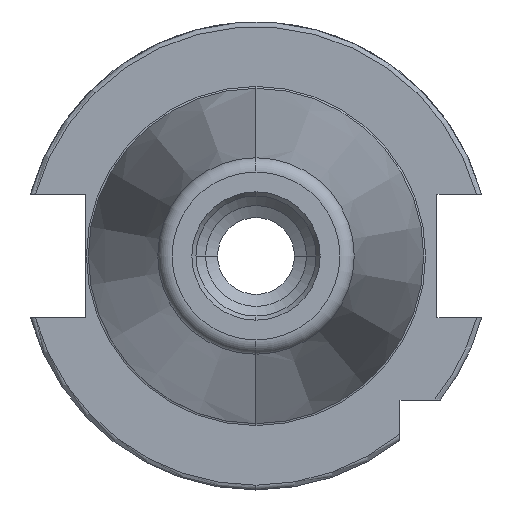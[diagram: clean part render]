
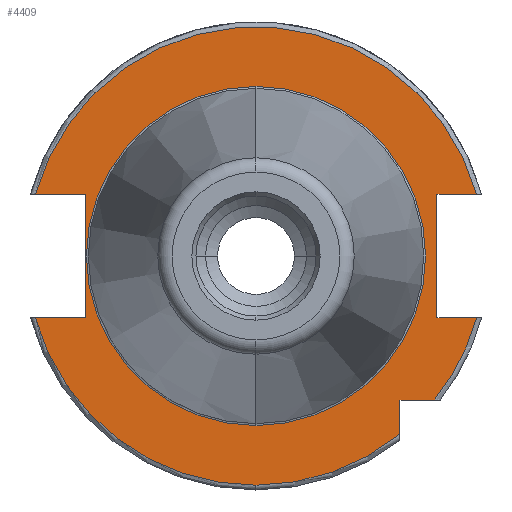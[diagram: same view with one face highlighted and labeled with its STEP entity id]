
A CAD part, left-side view. The second image highlights one B-rep face of the part: STEP entity #4409.
In plain terms, the highlighted planar face has unit normal (-1, 0, 0).
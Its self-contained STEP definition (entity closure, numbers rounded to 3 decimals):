
#476 = EDGE_CURVE ( 'NONE', #485, #4599, #1893, .T. ) ;
#485 = VERTEX_POINT ( 'NONE', #1956 ) ;
#518 = VECTOR ( 'NONE', #531, 1000. ) ;
#523 = CARTESIAN_POINT ( 'NONE',  ( 3.2, -30., -30. ) ) ;
#527 = CARTESIAN_POINT ( 'NONE',  ( 3.2, -45.988, -12.85 ) ) ;
#528 = CARTESIAN_POINT ( 'NONE',  ( 3.2, -30., -30. ) ) ;
#530 = DIRECTION ( 'NONE',  ( 0., 0., -1. ) ) ;
#531 = DIRECTION ( 'NONE',  ( 0., 1., 0. ) ) ;
#532 = CARTESIAN_POINT ( 'NONE',  ( 3.2, -38.426, -30. ) ) ;
#537 = CARTESIAN_POINT ( 'NONE',  ( 3.2, -37.149, -30. ) ) ;
#538 = CIRCLE ( 'NONE', #546, 47.75 ) ;
#543 = LINE ( 'NONE', #523, #559 ) ;
#544 = DIRECTION ( 'NONE',  ( -1., 0., 0. ) ) ;
#545 = CARTESIAN_POINT ( 'NONE',  ( 3.2, 0., 0. ) ) ;
#546 = AXIS2_PLACEMENT_3D ( 'NONE', #545, #544, #530 ) ;
#547 = DIRECTION ( 'NONE',  ( 0., 0., -1. ) ) ;
#559 = VECTOR ( 'NONE', #547, 1000. ) ;
#560 = LINE ( 'NONE', #532, #518 ) ;
#1889 = AXIS2_PLACEMENT_3D ( 'NONE', #1897, #1896, #1895 ) ;
#1893 = CIRCLE ( 'NONE', #1889, 47.75 ) ;
#1895 = DIRECTION ( 'NONE',  ( 0., 0., -1. ) ) ;
#1896 = DIRECTION ( 'NONE',  ( -1., 0., 0. ) ) ;
#1897 = CARTESIAN_POINT ( 'NONE',  ( 3.2, 0., 0. ) ) ;
#1956 = CARTESIAN_POINT ( 'NONE',  ( 3.2, 45.988, -12.85 ) ) ;
#3304 = CARTESIAN_POINT ( 'NONE',  ( 3.2, -37.7, 12.85 ) ) ;
#3305 = DIRECTION ( 'NONE',  ( 0., 0., -1. ) ) ;
#3306 = VECTOR ( 'NONE', #3305, 1000. ) ;
#3307 = CARTESIAN_POINT ( 'NONE',  ( 3.2, -37.7, 12.85 ) ) ;
#3308 = LINE ( 'NONE', #3307, #3306 ) ;
#3309 = CIRCLE ( 'NONE', #3324, 47.75 ) ;
#3311 = DIRECTION ( 'NONE',  ( 0., -1., 0. ) ) ;
#3312 = VECTOR ( 'NONE', #3311, 1000. ) ;
#3313 = CARTESIAN_POINT ( 'NONE',  ( 3.2, -37.7, -12.85 ) ) ;
#3314 = LINE ( 'NONE', #3313, #3312 ) ;
#3321 = DIRECTION ( 'NONE',  ( 0., 0., -1. ) ) ;
#3322 = DIRECTION ( 'NONE',  ( -1., 0., 0. ) ) ;
#3323 = CARTESIAN_POINT ( 'NONE',  ( 3.2, 0., 0. ) ) ;
#3324 = AXIS2_PLACEMENT_3D ( 'NONE', #3323, #3322, #3321 ) ;
#3325 = CARTESIAN_POINT ( 'NONE',  ( 3.2, -45.988, 12.85 ) ) ;
#3350 = CARTESIAN_POINT ( 'NONE',  ( 3.2, -37.7, -12.85 ) ) ;
#3384 = DIRECTION ( 'NONE',  ( 0., -1., 0. ) ) ;
#3385 = VECTOR ( 'NONE', #3384, 1000. ) ;
#3386 = CARTESIAN_POINT ( 'NONE',  ( 3.2, -37.7, 12.85 ) ) ;
#3387 = LINE ( 'NONE', #3386, #3385 ) ;
#3762 = DIRECTION ( 'NONE',  ( 0., 0., 1. ) ) ;
#3763 = AXIS2_PLACEMENT_3D ( 'NONE', #3770, #3769, #3762 ) ;
#3769 = DIRECTION ( 'NONE',  ( 1., 0., 0. ) ) ;
#3770 = CARTESIAN_POINT ( 'NONE',  ( 3.2, 0., 35.325 ) ) ;
#3771 = FACE_OUTER_BOUND ( 'NONE', #4422, .T. ) ;
#3772 = FACE_BOUND ( 'NONE', #4415, .T. ) ;
#3774 = PLANE ( 'NONE',  #3763 ) ;
#3782 = CARTESIAN_POINT ( 'NONE',  ( 3.2, 45.988, 12.85 ) ) ;
#3789 = CARTESIAN_POINT ( 'NONE',  ( 3.2, 0., -47.75 ) ) ;
#3791 = CARTESIAN_POINT ( 'NONE',  ( 3.2, 35.5, 12.85 ) ) ;
#3799 = CARTESIAN_POINT ( 'NONE',  ( 3.2, 35.5, 12.85 ) ) ;
#3803 = DIRECTION ( 'NONE',  ( 0., 1., 0. ) ) ;
#3804 = VECTOR ( 'NONE', #3803, 1000. ) ;
#3807 = LINE ( 'NONE', #3791, #3804 ) ;
#3808 = CIRCLE ( 'NONE', #3814, 35.325 ) ;
#3811 = DIRECTION ( 'NONE',  ( 0., 0., -1. ) ) ;
#3812 = DIRECTION ( 'NONE',  ( -1., 0., 0. ) ) ;
#3813 = CARTESIAN_POINT ( 'NONE',  ( 3.2, 0., 0. ) ) ;
#3814 = AXIS2_PLACEMENT_3D ( 'NONE', #3813, #3812, #3811 ) ;
#3829 = DIRECTION ( 'NONE',  ( 0., 0., -1. ) ) ;
#3830 = VECTOR ( 'NONE', #3829, 1000. ) ;
#3831 = CARTESIAN_POINT ( 'NONE',  ( 3.2, 35.5, 12.85 ) ) ;
#3832 = LINE ( 'NONE', #3831, #3830 ) ;
#3845 = VECTOR ( 'NONE', #3884, 1000. ) ;
#3853 = LINE ( 'NONE', #3881, #3845 ) ;
#3867 = CARTESIAN_POINT ( 'NONE',  ( 3.2, 0., -35.325 ) ) ;
#3868 = DIRECTION ( 'NONE',  ( 0., 0., -1. ) ) ;
#3870 = CARTESIAN_POINT ( 'NONE',  ( 3.2, 35.5, -12.85 ) ) ;
#3881 = CARTESIAN_POINT ( 'NONE',  ( 3.2, 35.5, -12.85 ) ) ;
#3884 = DIRECTION ( 'NONE',  ( 0., 1., 0. ) ) ;
#3885 = DIRECTION ( 'NONE',  ( -1., 0., 0. ) ) ;
#3886 = CARTESIAN_POINT ( 'NONE',  ( 3.2, 0., 0. ) ) ;
#3887 = AXIS2_PLACEMENT_3D ( 'NONE', #3886, #3885, #3868 ) ;
#3888 = CIRCLE ( 'NONE', #3887, 35.325 ) ;
#3891 = CARTESIAN_POINT ( 'NONE',  ( 3.2, 0., 0. ) ) ;
#3908 = CARTESIAN_POINT ( 'NONE',  ( 3.2, -30., -37.149 ) ) ;
#3916 = DIRECTION ( 'NONE',  ( 0., 0., -1. ) ) ;
#3919 = CIRCLE ( 'NONE', #3923, 47.75 ) ;
#3922 = DIRECTION ( 'NONE',  ( -1., 0., 0. ) ) ;
#3923 = AXIS2_PLACEMENT_3D ( 'NONE', #3891, #3922, #3916 ) ;
#3934 = CARTESIAN_POINT ( 'NONE',  ( 3.2, 0., 35.325 ) ) ;
#4409 = ADVANCED_FACE ( 'NONE', ( #3772, #3771 ), #3774, .F. ) ;
#4415 = EDGE_LOOP ( 'NONE', ( #4423, #4430 ) ) ;
#4417 = VERTEX_POINT ( 'NONE', #3782 ) ;
#4419 = ORIENTED_EDGE ( 'NONE', *, *, #4420, .F. ) ;
#4420 = EDGE_CURVE ( 'NONE', #4421, #4417, #3807, .T. ) ;
#4421 = VERTEX_POINT ( 'NONE', #3799 ) ;
#4422 = EDGE_LOOP ( 'NONE', ( #4419, #4436, #4439, #4729, #4730, #4624, #4649, #4659, #4655, #4708, #4734, #4724 ) ) ;
#4423 = ORIENTED_EDGE ( 'NONE', *, *, #4424, .F. ) ;
#4424 = EDGE_CURVE ( 'NONE', #4450, #4455, #3808, .T. ) ;
#4430 = ORIENTED_EDGE ( 'NONE', *, *, #4449, .F. ) ;
#4436 = ORIENTED_EDGE ( 'NONE', *, *, #4437, .T. ) ;
#4437 = EDGE_CURVE ( 'NONE', #4421, #4444, #3832, .T. ) ;
#4439 = ORIENTED_EDGE ( 'NONE', *, *, #4445, .T. ) ;
#4444 = VERTEX_POINT ( 'NONE', #3870 ) ;
#4445 = EDGE_CURVE ( 'NONE', #4444, #485, #3853, .T. ) ;
#4449 = EDGE_CURVE ( 'NONE', #4455, #4450, #3888, .T. ) ;
#4450 = VERTEX_POINT ( 'NONE', #3867 ) ;
#4455 = VERTEX_POINT ( 'NONE', #3934 ) ;
#4599 = VERTEX_POINT ( 'NONE', #3789 ) ;
#4622 = VERTEX_POINT ( 'NONE', #3908 ) ;
#4623 = EDGE_CURVE ( 'NONE', #4599, #4622, #3919, .T. ) ;
#4624 = ORIENTED_EDGE ( 'NONE', *, *, #4646, .F. ) ;
#4646 = EDGE_CURVE ( 'NONE', #4647, #4622, #543, .T. ) ;
#4647 = VERTEX_POINT ( 'NONE', #528 ) ;
#4649 = ORIENTED_EDGE ( 'NONE', *, *, #4654, .F. ) ;
#4652 = VERTEX_POINT ( 'NONE', #537 ) ;
#4654 = EDGE_CURVE ( 'NONE', #4652, #4647, #560, .T. ) ;
#4655 = ORIENTED_EDGE ( 'NONE', *, *, #4711, .F. ) ;
#4656 = VERTEX_POINT ( 'NONE', #527 ) ;
#4657 = EDGE_CURVE ( 'NONE', #4652, #4656, #538, .T. ) ;
#4659 = ORIENTED_EDGE ( 'NONE', *, *, #4657, .T. ) ;
#4701 = EDGE_CURVE ( 'NONE', #4703, #4417, #3309, .T. ) ;
#4703 = VERTEX_POINT ( 'NONE', #3325 ) ;
#4708 = ORIENTED_EDGE ( 'NONE', *, *, #4735, .F. ) ;
#4709 = VERTEX_POINT ( 'NONE', #3304 ) ;
#4711 = EDGE_CURVE ( 'NONE', #4727, #4656, #3314, .T. ) ;
#4723 = EDGE_CURVE ( 'NONE', #4709, #4703, #3387, .T. ) ;
#4724 = ORIENTED_EDGE ( 'NONE', *, *, #4701, .T. ) ;
#4727 = VERTEX_POINT ( 'NONE', #3350 ) ;
#4729 = ORIENTED_EDGE ( 'NONE', *, *, #476, .T. ) ;
#4730 = ORIENTED_EDGE ( 'NONE', *, *, #4623, .T. ) ;
#4734 = ORIENTED_EDGE ( 'NONE', *, *, #4723, .T. ) ;
#4735 = EDGE_CURVE ( 'NONE', #4709, #4727, #3308, .T. ) ;
